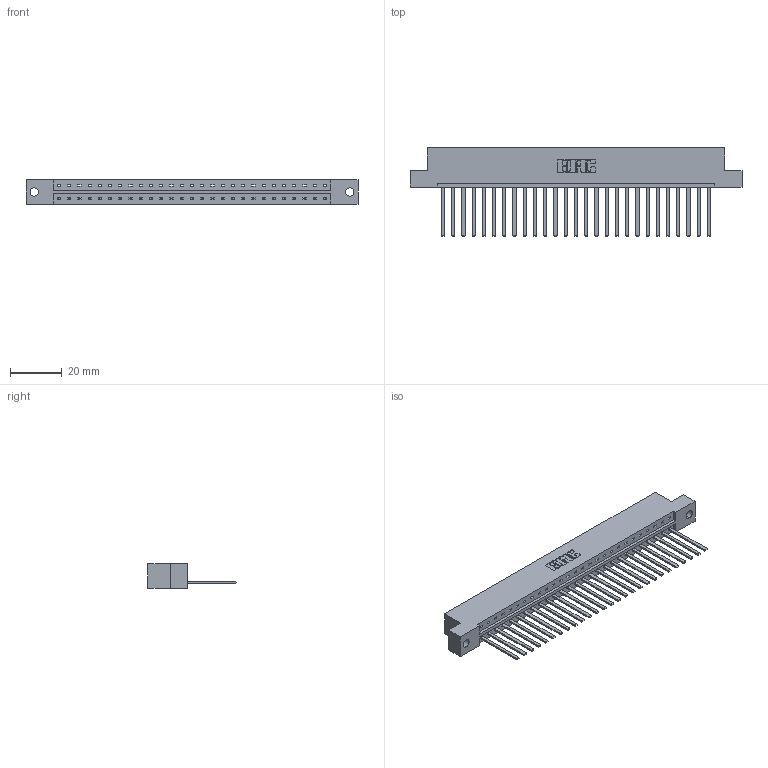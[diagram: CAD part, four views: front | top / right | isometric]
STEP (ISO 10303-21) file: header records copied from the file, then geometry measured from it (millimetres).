
FILE_DESCRIPTION (( 'STEP AP203' ), '1' );
FILE_NAME ('333-027-544-102.STEP', '2018-08-02T14:09:05', ( '' ), ( '' ), 'SwSTEP 2.0', 'SolidWorks 2016', '' );
FILE_SCHEMA (( 'CONFIG_CONTROL_DESIGN' ));
Length unit declared in the file: inch
Products named in the file (3): 333 Part_Flush - .128 Dia; 345-292-001_345-293-144; 333-027-544-102
Assembly tree (28 placements, depth 2):
  333-027-544-102
    333 Part_Flush - .128 Dia
    345-292-001_345-293-144  x27
Bounding box: 128.52 x 34.3 x 9.4 mm (x, y, z)
Volume: 13080.1 mm3; surface area: 14798.8 mm2
Topology: 28 solids, 28 shells, 1518 faces, 4577 edges, 3014 vertices
Faces by surface type: plane 1096, cylinder 422
Entity records: 18265 total; most frequent: CARTESIAN_POINT 3159, ORIENTED_EDGE 3122, DIRECTION 2691, EDGE_CURVE 1561, VECTOR 1437, LINE 1437, VERTEX_POINT 1038, AXIS2_PLACEMENT_3D 627
